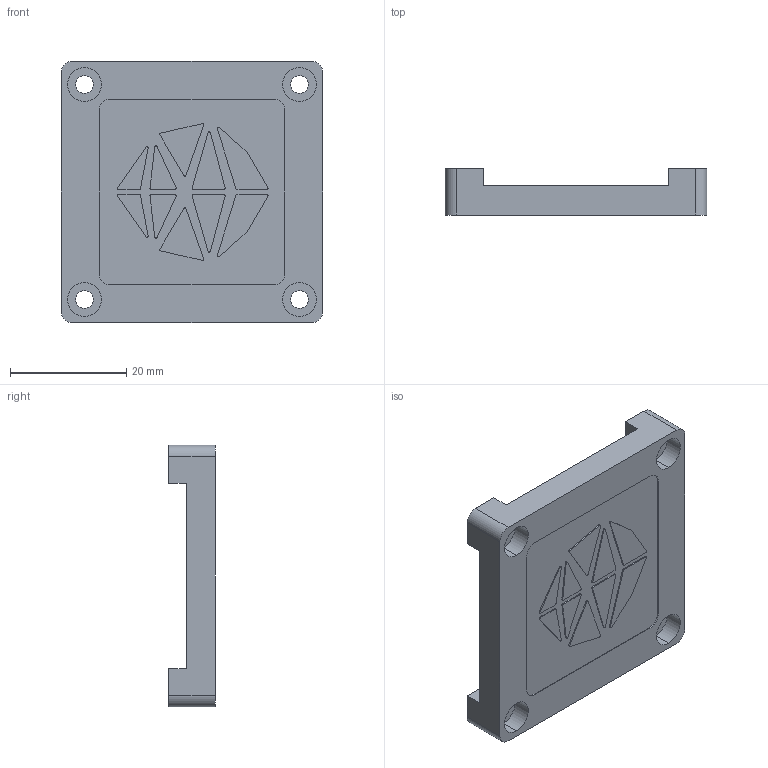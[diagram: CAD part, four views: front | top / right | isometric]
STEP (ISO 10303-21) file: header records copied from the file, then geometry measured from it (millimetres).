
FILE_DESCRIPTION (( 'STEP AP214' ), '1' );
FILE_NAME ('【机加工件】cnc_平板散热片_带logo_m2.5.STEP', '2025-03-08T09:24:08', ( '' ), ( '' ), 'SwSTEP 2.0', 'SolidWorks 2024', '' );
FILE_SCHEMA (( 'AUTOMOTIVE_DESIGN' ));
Length unit declared in the file: millimetre
Products named in the file (1): 【机加工件】cnc_平板散热片_带logo_m2.5
Bounding box: 45 x 8 x 45 mm (x, y, z)
Volume: 9981.8 mm3; surface area: 5659.6 mm2
Topology: 1 solids, 1 shells, 131 faces, 342 edges, 228 vertices
Faces by surface type: plane 69, cylinder 62
Entity records: 4099 total; most frequent: DIRECTION 730, CARTESIAN_POINT 702, ORIENTED_EDGE 684, EDGE_CURVE 342, AXIS2_PLACEMENT_3D 256, VERTEX_POINT 228, LINE 218, VECTOR 218
